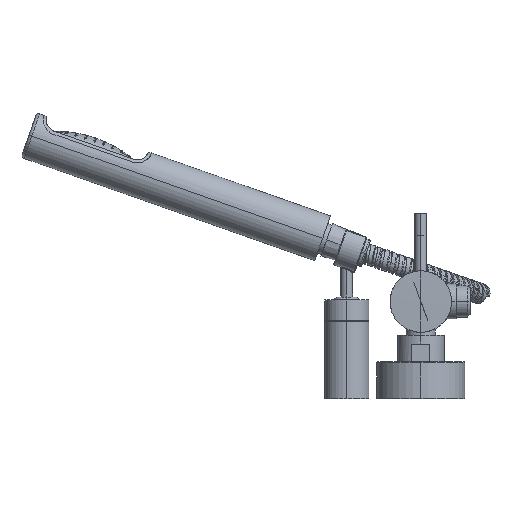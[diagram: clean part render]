
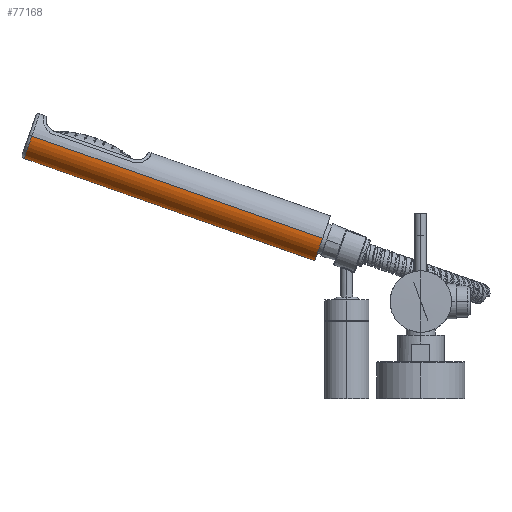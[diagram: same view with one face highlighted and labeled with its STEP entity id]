
A CAD part, left-side view. The second image highlights one B-rep face of the part: STEP entity #77168.
In plain terms, the highlighted cylindrical face has radius 16 mm (diameter 32 mm), a partial arc.
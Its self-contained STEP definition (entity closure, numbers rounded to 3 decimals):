
#71377=CARTESIAN_POINT('',(275.,66.338,42.687));
#71378=DIRECTION('',(0.,0.943,0.332));
#71379=DIRECTION('',(1.,0.,0.));
#71380=AXIS2_PLACEMENT_3D('',#71377,#71378,#71379);
#71397=CARTESIAN_POINT('',(275.,262.545,111.729));
#71398=DIRECTION('',(0.,0.943,0.332));
#71399=DIRECTION('',(1.,0.,0.));
#71400=AXIS2_PLACEMENT_3D('',#71397,#71398,#71399);
#71402=DIRECTION('',(0.,0.943,0.332));
#71403=VECTOR('',#71402,208.);
#71404=CARTESIAN_POINT('',(291.,66.338,42.687));
#71405=LINE('',#71404,#71403);
#71431=DIRECTION('',(0.,0.943,0.332));
#71432=VECTOR('',#71431,208.);
#71433=CARTESIAN_POINT('',(259.,66.338,42.687));
#71434=LINE('',#71433,#71432);
#76466=CARTESIAN_POINT('',(291.,66.338,42.687));
#76467=CARTESIAN_POINT('',(259.,66.338,42.687));
#76468=VERTEX_POINT('',#76466);
#76469=VERTEX_POINT('',#76467);
#76482=CARTESIAN_POINT('',(259.,262.545,111.729));
#76483=CARTESIAN_POINT('',(291.,262.545,111.729));
#76484=VERTEX_POINT('',#76482);
#76485=VERTEX_POINT('',#76483);
#77154=CARTESIAN_POINT('',(275.,66.338,42.687));
#77155=DIRECTION('',(0.,0.943,0.332));
#77156=DIRECTION('',(1.,0.,0.));
#77157=AXIS2_PLACEMENT_3D('',#77154,#77155,#77156);
#77158=CYLINDRICAL_SURFACE('',#77157,16.);
#77160=ORIENTED_EDGE('',*,*,#77159,.T.);
#77162=ORIENTED_EDGE('',*,*,#77161,.F.);
#77163=ORIENTED_EDGE('',*,*,#77135,.F.);
#77165=ORIENTED_EDGE('',*,*,#77164,.T.);
#77166=EDGE_LOOP('',(#77160,#77162,#77163,#77165));
#77167=FACE_OUTER_BOUND('',#77166,.F.);
#77168=ADVANCED_FACE('',(#77167),#77158,.T.);
#71381=CIRCLE('',#71380,16.);
#71401=CIRCLE('',#71400,16.);
#77135=EDGE_CURVE('',#76468,#76469,#71381,.T.);
#77159=EDGE_CURVE('',#76485,#76484,#71401,.T.);
#77161=EDGE_CURVE('',#76469,#76484,#71434,.T.);
#77164=EDGE_CURVE('',#76468,#76485,#71405,.T.);
